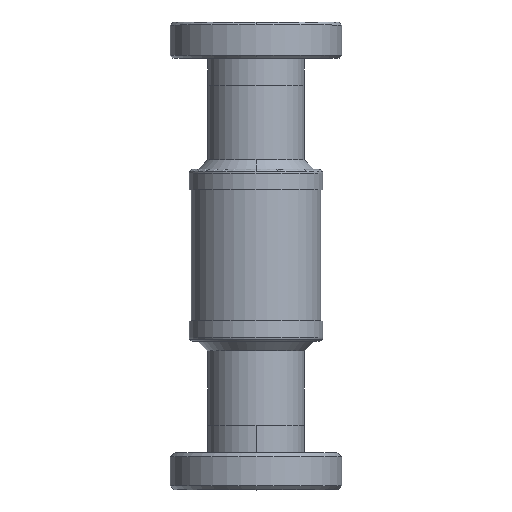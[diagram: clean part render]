
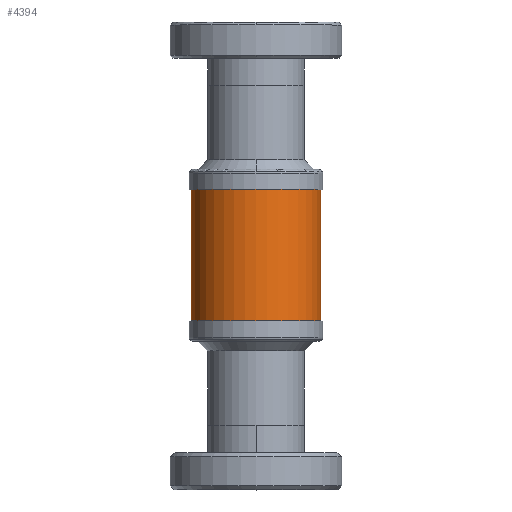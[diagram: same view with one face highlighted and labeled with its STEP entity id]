
A CAD part, top view. The second image highlights one B-rep face of the part: STEP entity #4394.
In plain terms, the highlighted cylindrical face has radius 12.7 mm (diameter 25.4 mm), a partial arc.
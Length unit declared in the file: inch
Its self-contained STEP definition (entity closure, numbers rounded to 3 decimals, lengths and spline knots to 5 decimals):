
#10 = DIRECTION ( 'NONE',  ( 0., -1., 0. ) ) ;
#199 = EDGE_CURVE ( 'NONE', #3579, #337, #5029, .T. ) ;
#301 = EDGE_CURVE ( 'NONE', #1367, #337, #4775, .T. ) ;
#331 = CARTESIAN_POINT ( 'NONE',  ( 0.5, 1.165, 0. ) ) ;
#337 = VERTEX_POINT ( 'NONE', #477 ) ;
#457 = DIRECTION ( 'NONE',  ( 0., 1., 0. ) ) ;
#477 = CARTESIAN_POINT ( 'NONE',  ( -0.5, 2.35795, 0. ) ) ;
#491 = DIRECTION ( 'NONE',  ( 0., 1., 0. ) ) ;
#534 = AXIS2_PLACEMENT_3D ( 'NONE', #2909, #491, #3356 ) ;
#551 = CIRCLE ( 'NONE', #3600, 0.5 ) ;
#1061 = CARTESIAN_POINT ( 'NONE',  ( 0., 1.2654, 0. ) ) ;
#1175 = CARTESIAN_POINT ( 'NONE',  ( 0.5, 2.35795, 0. ) ) ;
#1343 = ORIENTED_EDGE ( 'NONE', *, *, #301, .F. ) ;
#1367 = VERTEX_POINT ( 'NONE', #4426 ) ;
#1480 = DIRECTION ( 'NONE',  ( -1., 0., 0. ) ) ;
#1947 = ORIENTED_EDGE ( 'NONE', *, *, #199, .T. ) ;
#2101 = VECTOR ( 'NONE', #3176, 39.37008 ) ;
#2468 = CARTESIAN_POINT ( 'NONE',  ( 0., 2.35795, 0. ) ) ;
#2504 = CARTESIAN_POINT ( 'NONE',  ( 0.5, 1.2654, 0. ) ) ;
#2512 = ORIENTED_EDGE ( 'NONE', *, *, #5094, .T. ) ;
#2863 = DIRECTION ( 'NONE',  ( -1., 0., 0. ) ) ;
#2909 = CARTESIAN_POINT ( 'NONE',  ( 0., 1.165, 0. ) ) ;
#3076 = VERTEX_POINT ( 'NONE', #2504 ) ;
#3176 = DIRECTION ( 'NONE',  ( 0., 1., 0. ) ) ;
#3236 = CYLINDRICAL_SURFACE ( 'NONE', #534, 0.5 ) ;
#3356 = DIRECTION ( 'NONE',  ( -1., 0., 0. ) ) ;
#3579 = VERTEX_POINT ( 'NONE', #1175 ) ;
#3600 = AXIS2_PLACEMENT_3D ( 'NONE', #1061, #3891, #1480 ) ;
#3709 = CARTESIAN_POINT ( 'NONE',  ( -0.5, 1.165, 0. ) ) ;
#3742 = FACE_OUTER_BOUND ( 'NONE', #4277, .T. ) ;
#3876 = AXIS2_PLACEMENT_3D ( 'NONE', #2468, #10, #2863 ) ;
#3891 = DIRECTION ( 'NONE',  ( 0., 1., 0. ) ) ;
#4242 = LINE ( 'NONE', #331, #2101 ) ;
#4277 = EDGE_LOOP ( 'NONE', ( #2512, #4434, #1947, #1343 ) ) ;
#4394 = ADVANCED_FACE ( 'NONE', ( #3742 ), #3236, .T. ) ;
#4426 = CARTESIAN_POINT ( 'NONE',  ( -0.5, 1.2654, 0. ) ) ;
#4434 = ORIENTED_EDGE ( 'NONE', *, *, #4727, .T. ) ;
#4727 = EDGE_CURVE ( 'NONE', #3076, #3579, #4242, .T. ) ;
#4775 = LINE ( 'NONE', #3709, #4901 ) ;
#4901 = VECTOR ( 'NONE', #457, 39.37008 ) ;
#5029 = CIRCLE ( 'NONE', #3876, 0.5 ) ;
#5094 = EDGE_CURVE ( 'NONE', #1367, #3076, #551, .T. ) ;
